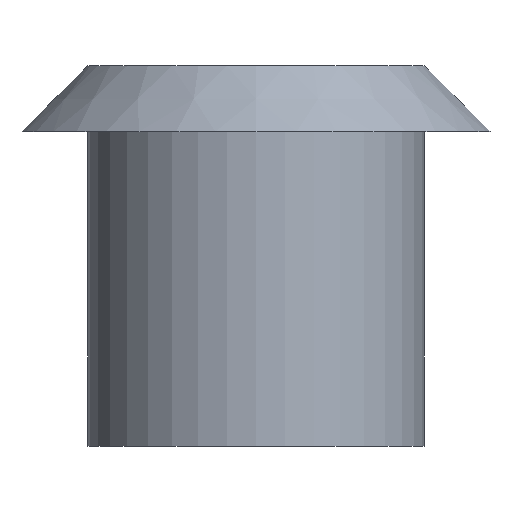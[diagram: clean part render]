
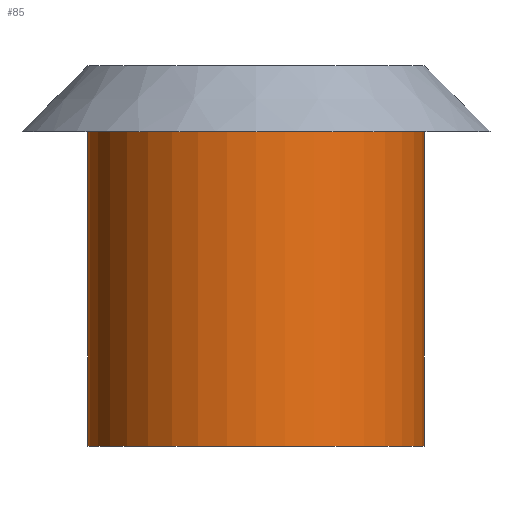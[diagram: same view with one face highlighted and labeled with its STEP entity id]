
A CAD part, front view. The second image highlights one B-rep face of the part: STEP entity #85.
In plain terms, the highlighted cylindrical face has radius 3.45 mm (diameter 6.9 mm), a full revolution.
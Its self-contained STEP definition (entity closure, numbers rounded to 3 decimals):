
#23=FACE_OUTER_BOUND('',#29,.T.);
#29=EDGE_LOOP('',(#68,#69,#70,#71));
#38=LINE('',#156,#41);
#41=VECTOR('',#129,3.45);
#45=CIRCLE('',#108,3.45);
#46=CIRCLE('',#109,3.45);
#51=VERTEX_POINT('',#153);
#52=VERTEX_POINT('',#155);
#58=EDGE_CURVE('',#51,#51,#45,.T.);
#59=EDGE_CURVE('',#51,#52,#38,.T.);
#60=EDGE_CURVE('',#52,#52,#46,.T.);
#68=ORIENTED_EDGE('',*,*,#58,.F.);
#69=ORIENTED_EDGE('',*,*,#59,.T.);
#70=ORIENTED_EDGE('',*,*,#60,.F.);
#71=ORIENTED_EDGE('',*,*,#59,.F.);
#83=CYLINDRICAL_SURFACE('',#107,3.45);
#85=ADVANCED_FACE('',(#23),#83,.T.);
#107=AXIS2_PLACEMENT_3D('',#152,#125,#126);
#108=AXIS2_PLACEMENT_3D('',#154,#127,#128);
#109=AXIS2_PLACEMENT_3D('',#157,#130,#131);
#125=DIRECTION('center_axis',(0.,0.,-1.));
#126=DIRECTION('ref_axis',(1.,0.,0.));
#127=DIRECTION('center_axis',(0.,0.,-1.));
#128=DIRECTION('ref_axis',(1.,0.,0.));
#129=DIRECTION('',(0.,0.,1.));
#130=DIRECTION('center_axis',(0.,0.,1.));
#131=DIRECTION('ref_axis',(1.,0.,0.));
#152=CARTESIAN_POINT('Origin',(0.,0.,0.));
#153=CARTESIAN_POINT('',(-3.45,0.,-6.45));
#154=CARTESIAN_POINT('Origin',(0.,0.,-6.45));
#155=CARTESIAN_POINT('',(-3.45,0.,0.));
#156=CARTESIAN_POINT('',(-3.45,0.,0.));
#157=CARTESIAN_POINT('Origin',(0.,0.,0.));
